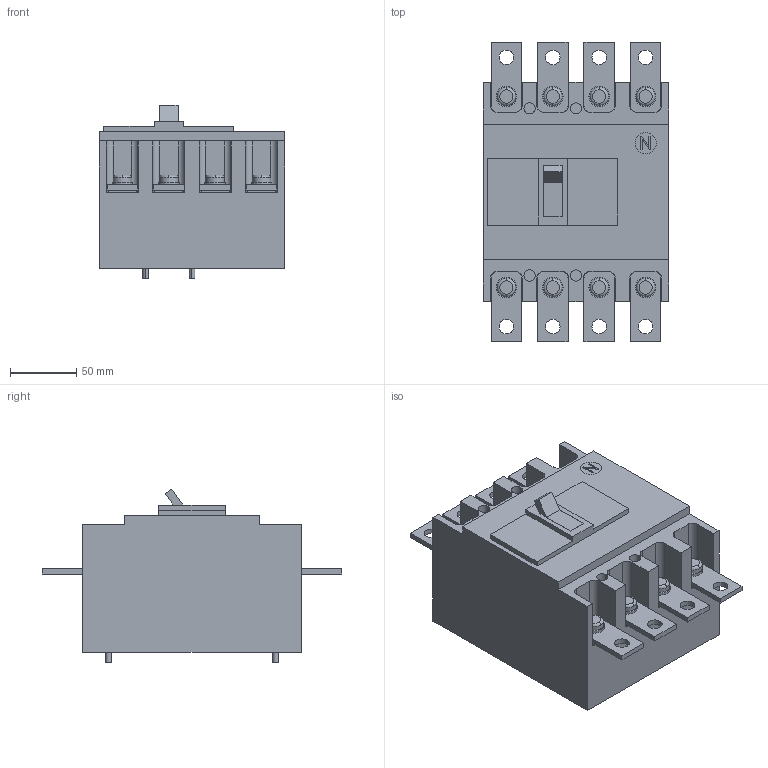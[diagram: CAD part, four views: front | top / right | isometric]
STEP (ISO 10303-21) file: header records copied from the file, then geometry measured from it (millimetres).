
FILE_DESCRIPTION(('CoCreate Modeling STEP Export'),'2;1');
FILE_NAME('Ｈ１００ＮＦ４ＦＢ.stp','2016-03-31T15:33:51',(''),(''),'CoCreate Modeling STEP processor for AP214 (Solid Model)','CoCreate Modeling 17.0 01-Apr-2010 (C) Parametric Technology GmbH','');
FILE_SCHEMA(('AUTOMOTIVE_DESIGN { 1 0 10303 214 1 1 1 1 }'));
Length unit declared in the file: millimetre
Products named in the file (15): p4.2; p3; p4.1; p1; p2; p3.1; p2.1; p3.2; p2.2; p3.3; p2.3; p5.1; p6.2; p8.1; Ｈ１００ＮＦ４ＦＢ
Assembly tree (29 placements, depth 2):
  Ｈ１００ＮＦ４ＦＢ
    p8.1  x4
    p6.2  x4
    p5.1  x8
    p2.3
    p3.3
    p2.2
    p3.2
    p2.1
    p3.1
    p2
    p1
    p4.2  x2
    p4.1  x2
    p3
Bounding box: 140 x 226 x 131 mm (x, y, z)
Volume: 2225920.4 mm3; surface area: 177434.4 mm2
Topology: 29 solids, 29 shells, 434 faces, 1018 edges, 678 vertices
Faces by surface type: plane 224, cylinder 194, torus 16
Entity records: 8202 total; most frequent: ORIENTED_EDGE 1364, CARTESIAN_POINT 1297, DIRECTION 1258, EDGE_CURVE 682, VERTEX_POINT 454, VECTOR 428, LINE 428, AXIS2_PLACEMENT_3D 415
